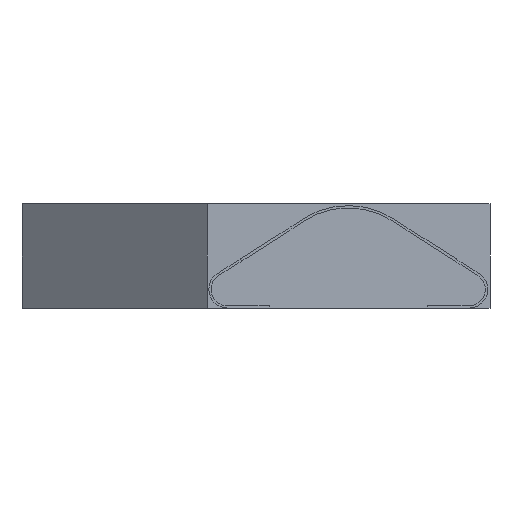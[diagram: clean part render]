
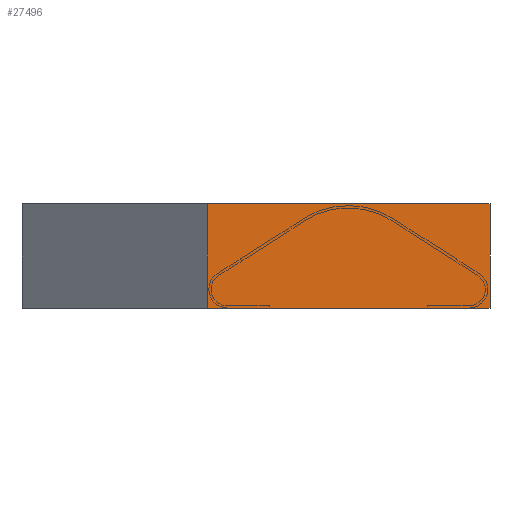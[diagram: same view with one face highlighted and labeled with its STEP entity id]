
A CAD part, left-side view. The second image highlights one B-rep face of the part: STEP entity #27496.
In plain terms, the highlighted face is planar.
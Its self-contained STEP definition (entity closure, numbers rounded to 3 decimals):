
#2521=ORIENTED_EDGE('',*,*,#11605,.F.);
#2522=ORIENTED_EDGE('',*,*,#11615,.F.);
#2523=ORIENTED_EDGE('',*,*,#11612,.F.);
#2524=ORIENTED_EDGE('',*,*,#11609,.F.);
#11605=EDGE_CURVE('',#16157,#16158,#19497,.T.);
#11609=EDGE_CURVE('',#16158,#16161,#19501,.T.);
#11612=EDGE_CURVE('',#16161,#16163,#19504,.T.);
#11615=EDGE_CURVE('',#16163,#16157,#19507,.T.);
#16157=VERTEX_POINT('',#35578);
#16158=VERTEX_POINT('',#35579);
#16161=VERTEX_POINT('',#35587);
#16163=VERTEX_POINT('',#35593);
#19497=LINE('',#35577,#22097);
#19501=LINE('',#35586,#22101);
#19504=LINE('',#35592,#22104);
#19507=LINE('',#35598,#22107);
#22097=VECTOR('',#30077,1000.);
#22101=VECTOR('',#30083,1000.);
#22104=VECTOR('',#30088,1000.);
#22107=VECTOR('',#30093,1000.);
#24702=EDGE_LOOP('',(#2521,#2522,#2523,#2524));
#25806=FACE_BOUND('',#24702,.T.);
#26910=PLANE('',#28628);
#27496=ADVANCED_FACE('',(#25806),#26910,.F.);
#28628=AXIS2_PLACEMENT_3D('',#35601,#30097,#30098);
#30077=DIRECTION('',(0.,0.,-1.));
#30083=DIRECTION('',(1.,0.,0.));
#30088=DIRECTION('',(0.,0.,1.));
#30093=DIRECTION('',(-1.,0.,0.));
#30097=DIRECTION('',(0.,-1.,0.));
#30098=DIRECTION('',(0.,0.,-1.));
#35577=CARTESIAN_POINT('',(-7.72,204.46,2.845));
#35578=CARTESIAN_POINT('',(-7.72,204.46,2.845));
#35579=CARTESIAN_POINT('',(-7.72,204.46,-2.845));
#35586=CARTESIAN_POINT('',(-7.72,204.46,-2.845));
#35587=CARTESIAN_POINT('',(7.72,204.46,-2.845));
#35592=CARTESIAN_POINT('',(7.72,204.46,-2.845));
#35593=CARTESIAN_POINT('',(7.72,204.46,2.845));
#35598=CARTESIAN_POINT('',(7.72,204.46,2.845));
#35601=CARTESIAN_POINT('',(0.,204.46,0.));
